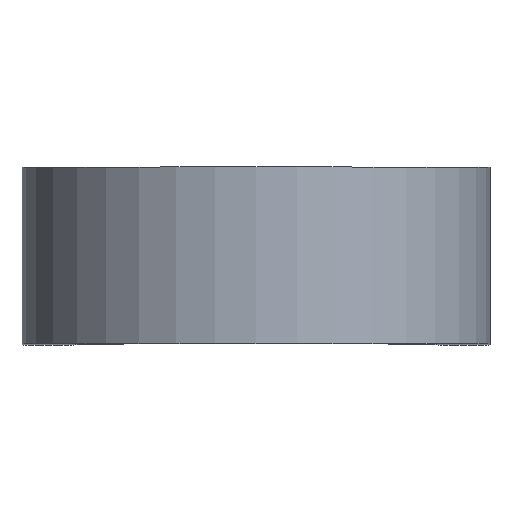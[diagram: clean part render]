
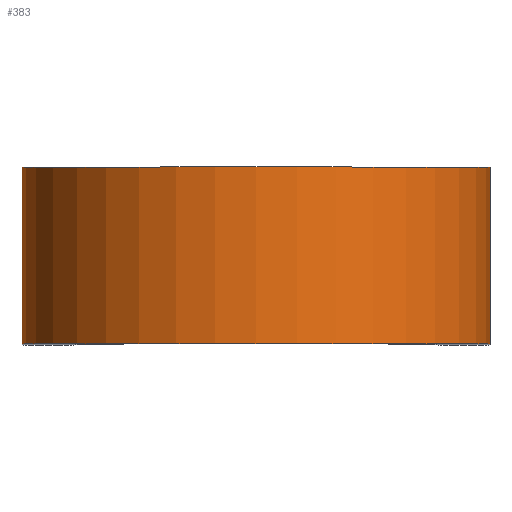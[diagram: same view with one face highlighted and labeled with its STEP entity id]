
A CAD part, top view. The second image highlights one B-rep face of the part: STEP entity #383.
In plain terms, the highlighted cylindrical face has radius 13.25 mm (diameter 26.5 mm), a partial arc.
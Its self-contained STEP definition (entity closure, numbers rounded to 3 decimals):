
#43=FACE_OUTER_BOUND($,#63,.T.);
#63=EDGE_LOOP($,(#331,#332,#333,#334));
#83=LINE($,#574,#125);
#106=LINE($,#635,#148);
#125=VECTOR($,#462,10.);
#148=VECTOR($,#521,10.);
#158=CIRCLE($,#408,13.25);
#162=CIRCLE($,#418,13.25);
#177=VERTEX_POINT($,#571);
#178=VERTEX_POINT($,#573);
#190=VERTEX_POINT($,#604);
#198=VERTEX_POINT($,#633);
#219=EDGE_CURVE($,#178,#177,#83,.T.);
#235=EDGE_CURVE($,#190,#177,#158,.T.);
#249=EDGE_CURVE($,#178,#198,#162,.T.);
#250=EDGE_CURVE($,#198,#190,#106,.T.);
#331=ORIENTED_EDGE($,*,*,#249,.F.);
#332=ORIENTED_EDGE($,*,*,#219,.T.);
#333=ORIENTED_EDGE($,*,*,#235,.F.);
#334=ORIENTED_EDGE($,*,*,#250,.F.);
#366=CYLINDRICAL_SURFACE($,#417,13.25);
#383=ADVANCED_FACE($,(#43),#366,.T.);
#408=AXIS2_PLACEMENT_3D($,#606,#489,#490);
#417=AXIS2_PLACEMENT_3D($,#632,#517,#518);
#418=AXIS2_PLACEMENT_3D($,#634,#519,#520);
#462=DIRECTION($,(0.,1.,0.));
#489=DIRECTION('center_axis',(0.,1.,0.));
#490=DIRECTION('ref_axis',(1.,0.,0.));
#517=DIRECTION('center_axis',(0.,1.,0.));
#518=DIRECTION('ref_axis',(1.,0.,0.));
#519=DIRECTION('center_axis',(0.,-1.,0.));
#520=DIRECTION('ref_axis',(1.,0.,0.));
#521=DIRECTION($,(0.,1.,0.));
#571=CARTESIAN_POINT('',(13.25,10.,30.));
#573=CARTESIAN_POINT('',(13.25,0.,30.));
#574=CARTESIAN_POINT($,(13.25,0.,30.));
#604=CARTESIAN_POINT('',(-13.25,10.,30.));
#606=CARTESIAN_POINT('Origin',(0.,10.,30.));
#632=CARTESIAN_POINT('Origin',(0.,0.,30.));
#633=CARTESIAN_POINT('',(-13.25,0.,30.));
#634=CARTESIAN_POINT('Origin',(0.,0.,30.));
#635=CARTESIAN_POINT($,(-13.25,0.,30.));
